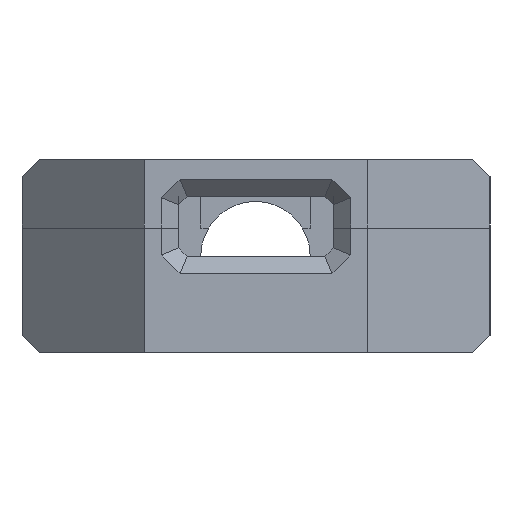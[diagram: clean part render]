
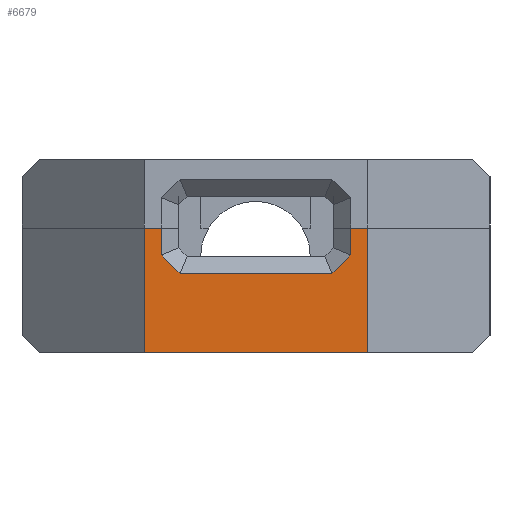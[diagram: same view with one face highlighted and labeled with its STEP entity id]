
A CAD part, left-side view. The second image highlights one B-rep face of the part: STEP entity #6679.
In plain terms, the highlighted planar face has unit normal (-1, 0, 0).
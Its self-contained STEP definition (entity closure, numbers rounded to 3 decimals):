
#555=FACE_OUTER_BOUND('',#936,.T.);
#936=EDGE_LOOP('',(#4757,#4758,#4759,#4760,#4761,#4762,#4763,#4764,#4765,
#4766));
#1283=LINE('',#8604,#2006);
#1291=LINE('',#8619,#2014);
#1297=LINE('',#8631,#2020);
#1379=LINE('',#8823,#2102);
#1396=LINE('',#8857,#2119);
#1437=LINE('',#8941,#2160);
#1439=LINE('',#8945,#2162);
#1441=LINE('',#8949,#2164);
#1443=LINE('',#8952,#2166);
#1449=LINE('',#8963,#2172);
#2006=VECTOR('',#7310,10.);
#2014=VECTOR('',#7320,10.);
#2020=VECTOR('',#7330,10.);
#2102=VECTOR('',#7512,10.);
#2119=VECTOR('',#7541,10.);
#2160=VECTOR('',#7620,10.);
#2162=VECTOR('',#7624,10.);
#2164=VECTOR('',#7628,10.);
#2166=VECTOR('',#7632,10.);
#2172=VECTOR('',#7648,10.);
#2728=VERTEX_POINT('',#8601);
#2729=VERTEX_POINT('',#8603);
#2735=VERTEX_POINT('',#8617);
#2739=VERTEX_POINT('',#8629);
#2799=VERTEX_POINT('',#8821);
#2810=VERTEX_POINT('',#8856);
#2833=VERTEX_POINT('',#8938);
#2834=VERTEX_POINT('',#8940);
#2835=VERTEX_POINT('',#8944);
#2836=VERTEX_POINT('',#8948);
#3391=EDGE_CURVE('',#2729,#2728,#1283,.T.);
#3399=EDGE_CURVE('',#2735,#2728,#1291,.T.);
#3405=EDGE_CURVE('',#2735,#2739,#1297,.T.);
#3499=EDGE_CURVE('',#2739,#2799,#1379,.T.);
#3516=EDGE_CURVE('',#2810,#2729,#1396,.T.);
#3557=EDGE_CURVE('',#2833,#2834,#1437,.T.);
#3559=EDGE_CURVE('',#2835,#2833,#1439,.T.);
#3561=EDGE_CURVE('',#2836,#2835,#1441,.T.);
#3563=EDGE_CURVE('',#2810,#2836,#1443,.T.);
#3569=EDGE_CURVE('',#2834,#2799,#1449,.T.);
#4757=ORIENTED_EDGE('',*,*,#3499,.T.);
#4758=ORIENTED_EDGE('',*,*,#3569,.F.);
#4759=ORIENTED_EDGE('',*,*,#3557,.F.);
#4760=ORIENTED_EDGE('',*,*,#3559,.F.);
#4761=ORIENTED_EDGE('',*,*,#3561,.F.);
#4762=ORIENTED_EDGE('',*,*,#3563,.F.);
#4763=ORIENTED_EDGE('',*,*,#3516,.T.);
#4764=ORIENTED_EDGE('',*,*,#3391,.T.);
#4765=ORIENTED_EDGE('',*,*,#3399,.F.);
#4766=ORIENTED_EDGE('',*,*,#3405,.T.);
#6441=PLANE('',#7081);
#6679=ADVANCED_FACE('',(#555),#6441,.T.);
#7081=AXIS2_PLACEMENT_3D('',#8962,#7646,#7647);
#7310=DIRECTION('',(0.,0.,-1.));
#7320=DIRECTION('',(0.,1.,0.));
#7330=DIRECTION('',(0.,0.,1.));
#7512=DIRECTION('',(0.,1.,0.));
#7541=DIRECTION('',(0.,1.,0.));
#7620=DIRECTION('',(0.,-0.707,0.707));
#7624=DIRECTION('',(0.,-1.,0.));
#7628=DIRECTION('',(0.,-0.707,-0.707));
#7632=DIRECTION('',(0.,0.,-1.));
#7646=DIRECTION('center_axis',(-1.,0.,0.));
#7647=DIRECTION('ref_axis',(0.,-1.,0.));
#7648=DIRECTION('',(0.,0.,1.));
#8601=CARTESIAN_POINT('',(-48.6,6.491,-3.5));
#8603=CARTESIAN_POINT('',(-48.6,6.491,3.75));
#8604=CARTESIAN_POINT('',(-48.6,6.491,0.));
#8617=CARTESIAN_POINT('',(-48.6,-6.491,-3.5));
#8619=CARTESIAN_POINT('',(-48.6,-6.491,-3.5));
#8629=CARTESIAN_POINT('',(-48.6,-6.491,3.75));
#8631=CARTESIAN_POINT('',(-48.6,-6.491,0.));
#8821=CARTESIAN_POINT('',(-48.6,-5.5,3.75));
#8823=CARTESIAN_POINT('',(-48.6,3.246,3.75));
#8856=CARTESIAN_POINT('',(-48.6,5.5,3.75));
#8857=CARTESIAN_POINT('',(-48.6,3.246,3.75));
#8938=CARTESIAN_POINT('',(-48.6,-4.414,1.1));
#8940=CARTESIAN_POINT('',(-48.6,-5.5,2.186));
#8941=CARTESIAN_POINT('',(-48.6,-1.684,-1.63));
#8944=CARTESIAN_POINT('',(-48.6,4.414,1.1));
#8945=CARTESIAN_POINT('',(-48.6,0.996,1.1));
#8948=CARTESIAN_POINT('',(-48.6,5.5,2.186));
#8949=CARTESIAN_POINT('',(-48.6,4.93,1.616));
#8952=CARTESIAN_POINT('',(-48.6,5.5,1.05));
#8962=CARTESIAN_POINT('Origin',(-48.6,6.491,0.));
#8963=CARTESIAN_POINT('',(-48.6,-5.5,2.8));
